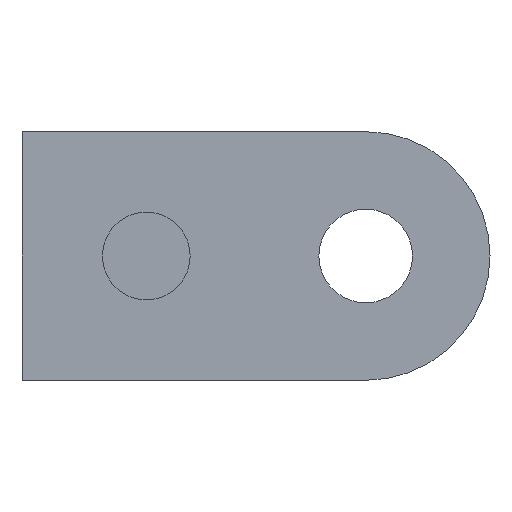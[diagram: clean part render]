
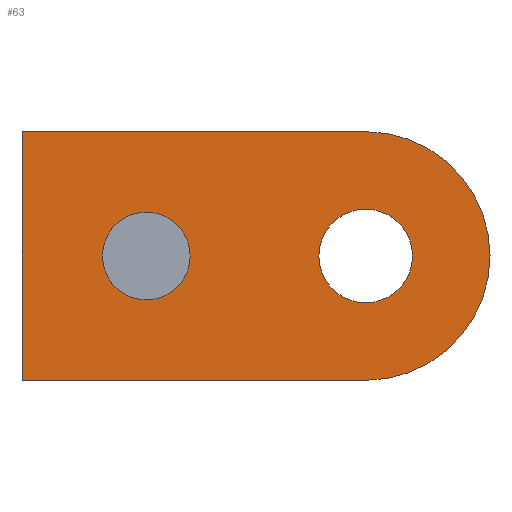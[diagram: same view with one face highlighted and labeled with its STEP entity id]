
A CAD part, front view. The second image highlights one B-rep face of the part: STEP entity #63.
In plain terms, the highlighted planar face has unit normal (0, -1, 0).
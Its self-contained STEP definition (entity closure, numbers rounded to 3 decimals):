
#63=ADVANCED_FACE('',(#106,#107,#108),#109,.T.);
#106=FACE_BOUND('',#158,.T.);
#107=FACE_BOUND('',#159,.T.);
#108=FACE_OUTER_BOUND('',#160,.T.);
#109=PLANE('',#161);
#158=EDGE_LOOP('',(#297,#298));
#159=EDGE_LOOP('',(#299,#300));
#160=EDGE_LOOP('',(#301,#302,#303,#304,#305));
#161=AXIS2_PLACEMENT_3D('',#306,#307,#308);
#297=ORIENTED_EDGE('',*,*,#374,.T.);
#298=ORIENTED_EDGE('',*,*,#384,.T.);
#299=ORIENTED_EDGE('',*,*,#400,.T.);
#300=ORIENTED_EDGE('',*,*,#360,.T.);
#301=ORIENTED_EDGE('',*,*,#401,.F.);
#302=ORIENTED_EDGE('',*,*,#402,.T.);
#303=ORIENTED_EDGE('',*,*,#403,.F.);
#304=ORIENTED_EDGE('',*,*,#356,.T.);
#305=ORIENTED_EDGE('',*,*,#404,.T.);
#306=CARTESIAN_POINT('',(0.0,0.0,0.0));
#307=DIRECTION('',(0.0,-1.0,0.0));
#308=DIRECTION('',(-1.0,0.0,0.0));
#356=EDGE_CURVE('',#412,#409,#413,.T.);
#360=EDGE_CURVE('',#420,#417,#421,.T.);
#374=EDGE_CURVE('',#442,#446,#448,.T.);
#384=EDGE_CURVE('',#446,#442,#462,.T.);
#400=EDGE_CURVE('',#417,#420,#485,.T.);
#401=EDGE_CURVE('',#486,#487,#488,.T.);
#402=EDGE_CURVE('',#486,#489,#490,.T.);
#403=EDGE_CURVE('',#412,#489,#491,.T.);
#404=EDGE_CURVE('',#409,#487,#492,.T.);
#409=VERTEX_POINT('',#497);
#412=VERTEX_POINT('',#501);
#413=CIRCLE('',#502,4.25);
#417=VERTEX_POINT('',#507);
#420=VERTEX_POINT('',#511);
#421=CIRCLE('',#512,1.5);
#442=VERTEX_POINT('',#538);
#446=VERTEX_POINT('',#543);
#448=CIRCLE('',#546,1.6);
#462=CIRCLE('',#564,1.6);
#485=CIRCLE('',#595,1.5);
#486=VERTEX_POINT('',#596);
#487=VERTEX_POINT('',#597);
#488=LINE('',#598,#599);
#489=VERTEX_POINT('',#600);
#490=LINE('',#601,#602);
#491=LINE('',#603,#604);
#492=CIRCLE('',#605,4.25);
#497=CARTESIAN_POINT('',(4.25,0.0,0.));
#501=CARTESIAN_POINT('',(0.0,0.0,-4.25));
#502=AXIS2_PLACEMENT_3D('',#614,#615,#616);
#507=CARTESIAN_POINT('',(-6.0,0.0,0.0));
#511=CARTESIAN_POINT('',(-9.0,0.0,0.));
#512=AXIS2_PLACEMENT_3D('',#622,#623,#624);
#538=CARTESIAN_POINT('',(1.6,0.0,0.0));
#543=CARTESIAN_POINT('',(-1.6,0.0,0.));
#546=AXIS2_PLACEMENT_3D('',#650,#651,#652);
#564=AXIS2_PLACEMENT_3D('',#672,#673,#674);
#595=AXIS2_PLACEMENT_3D('',#704,#705,#706);
#596=CARTESIAN_POINT('',(-11.75,0.0,4.25));
#597=CARTESIAN_POINT('',(0.0,0.0,4.25));
#598=CARTESIAN_POINT('',(-5.875,0.0,4.25));
#599=VECTOR('',#707,1.0);
#600=CARTESIAN_POINT('',(-11.75,0.0,-4.25));
#601=CARTESIAN_POINT('',(-11.75,0.0,0.0));
#602=VECTOR('',#708,1.0);
#603=CARTESIAN_POINT('',(-5.875,0.0,-4.25));
#604=VECTOR('',#709,1.0);
#605=AXIS2_PLACEMENT_3D('',#710,#711,#712);
#614=CARTESIAN_POINT('',(0.0,0.0,0.0));
#615=DIRECTION('',(0.0,-1.0,0.0));
#616=DIRECTION('',(1.0,0.0,0.0));
#622=CARTESIAN_POINT('',(-7.5,0.0,0.0));
#623=DIRECTION('',(-0.0,1.0,0.0));
#624=DIRECTION('',(1.0,0.0,0.0));
#650=CARTESIAN_POINT('',(0.0,0.0,0.0));
#651=DIRECTION('',(-0.0,1.0,0.0));
#652=DIRECTION('',(1.0,0.0,0.0));
#672=CARTESIAN_POINT('',(0.0,0.0,0.0));
#673=DIRECTION('',(-0.0,1.0,0.0));
#674=DIRECTION('',(1.0,0.0,0.0));
#704=CARTESIAN_POINT('',(-7.5,0.0,0.0));
#705=DIRECTION('',(-0.0,1.0,0.0));
#706=DIRECTION('',(1.0,0.0,0.0));
#707=DIRECTION('',(1.0,0.0,0.0));
#708=DIRECTION('',(0.0,0.0,-1.0));
#709=DIRECTION('',(-1.0,0.0,0.0));
#710=CARTESIAN_POINT('',(0.0,0.0,0.0));
#711=DIRECTION('',(0.0,-1.0,0.0));
#712=DIRECTION('',(1.0,0.0,0.0));
